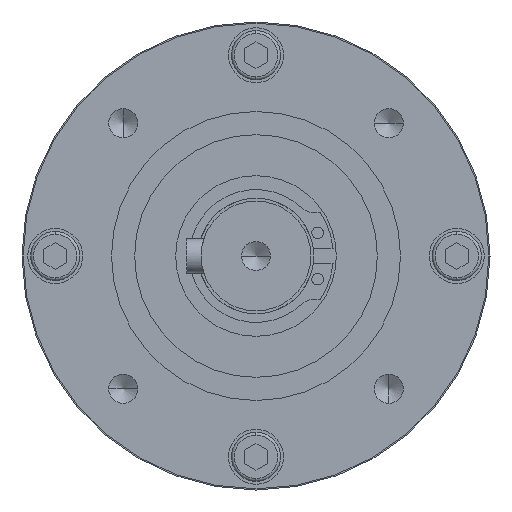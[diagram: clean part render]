
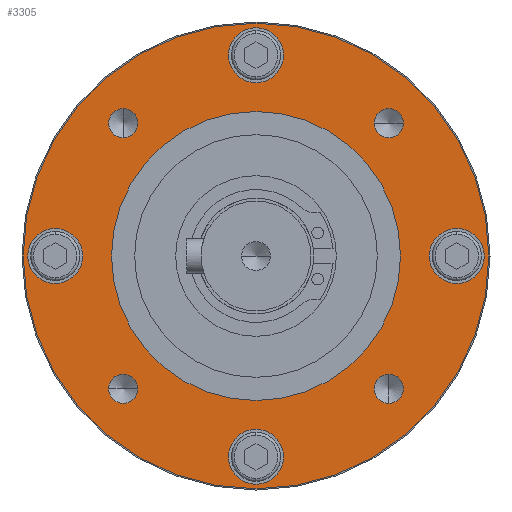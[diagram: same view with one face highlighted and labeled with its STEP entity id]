
A CAD part, left-side view. The second image highlights one B-rep face of the part: STEP entity #3305.
In plain terms, the highlighted planar face has unit normal (-1, 0, 0).
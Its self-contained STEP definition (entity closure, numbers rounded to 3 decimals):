
#68=CARTESIAN_POINT('',(-84.,0.,0.));
#69=DIRECTION('',(1.,0.,0.));
#70=DIRECTION('',(0.,1.,0.));
#71=AXIS2_PLACEMENT_3D('',#68,#69,#70);
#91=CARTESIAN_POINT('',(-84.,0.,0.));
#92=DIRECTION('',(-1.,0.,0.));
#93=DIRECTION('',(0.,1.,0.));
#94=AXIS2_PLACEMENT_3D('',#91,#92,#93);
#804=CARTESIAN_POINT('',(-84.,0.,0.));
#805=DIRECTION('',(1.,0.,0.));
#806=DIRECTION('',(0.,1.,0.));
#807=AXIS2_PLACEMENT_3D('',#804,#805,#806);
#812=CARTESIAN_POINT('',(-84.,0.,0.));
#813=DIRECTION('',(-1.,0.,0.));
#814=DIRECTION('',(0.,1.,0.));
#815=AXIS2_PLACEMENT_3D('',#812,#813,#814);
#820=CARTESIAN_POINT('',(-84.,22.981,-22.981));
#821=DIRECTION('',(-1.,0.,0.));
#822=DIRECTION('',(0.,1.,0.));
#823=AXIS2_PLACEMENT_3D('',#820,#821,#822);
#828=CARTESIAN_POINT('',(-84.,22.981,-22.981));
#829=DIRECTION('',(-1.,0.,0.));
#830=DIRECTION('',(0.,-1.,0.));
#831=AXIS2_PLACEMENT_3D('',#828,#829,#830);
#836=CARTESIAN_POINT('',(-84.,22.981,22.981));
#837=DIRECTION('',(-1.,0.,0.));
#838=DIRECTION('',(0.,0.,1.));
#839=AXIS2_PLACEMENT_3D('',#836,#837,#838);
#844=CARTESIAN_POINT('',(-84.,22.981,22.981));
#845=DIRECTION('',(-1.,0.,0.));
#846=DIRECTION('',(0.,0.,-1.));
#847=AXIS2_PLACEMENT_3D('',#844,#845,#846);
#852=CARTESIAN_POINT('',(-84.,-22.981,22.981));
#853=DIRECTION('',(-1.,0.,0.));
#854=DIRECTION('',(0.,-1.,0.));
#855=AXIS2_PLACEMENT_3D('',#852,#853,#854);
#860=CARTESIAN_POINT('',(-84.,-22.981,22.981));
#861=DIRECTION('',(-1.,0.,0.));
#862=DIRECTION('',(0.,1.,0.));
#863=AXIS2_PLACEMENT_3D('',#860,#861,#862);
#868=CARTESIAN_POINT('',(-84.,-22.981,-22.981));
#869=DIRECTION('',(-1.,0.,0.));
#870=DIRECTION('',(0.,0.,-1.));
#871=AXIS2_PLACEMENT_3D('',#868,#869,#870);
#876=CARTESIAN_POINT('',(-84.,-22.981,-22.981));
#877=DIRECTION('',(-1.,0.,0.));
#878=DIRECTION('',(0.,0.,1.));
#879=AXIS2_PLACEMENT_3D('',#876,#877,#878);
#884=CARTESIAN_POINT('',(-84.,34.75,0.));
#885=DIRECTION('',(-1.,0.,0.));
#886=DIRECTION('',(0.,1.,0.));
#887=AXIS2_PLACEMENT_3D('',#884,#885,#886);
#892=CARTESIAN_POINT('',(-84.,34.75,0.));
#893=DIRECTION('',(-1.,0.,0.));
#894=DIRECTION('',(0.,-1.,0.));
#895=AXIS2_PLACEMENT_3D('',#892,#893,#894);
#900=CARTESIAN_POINT('',(-84.,0.,34.75));
#901=DIRECTION('',(-1.,0.,0.));
#902=DIRECTION('',(0.,0.,1.));
#903=AXIS2_PLACEMENT_3D('',#900,#901,#902);
#908=CARTESIAN_POINT('',(-84.,0.,34.75));
#909=DIRECTION('',(-1.,0.,0.));
#910=DIRECTION('',(0.,0.,-1.));
#911=AXIS2_PLACEMENT_3D('',#908,#909,#910);
#916=CARTESIAN_POINT('',(-84.,-34.75,0.));
#917=DIRECTION('',(-1.,0.,0.));
#918=DIRECTION('',(0.,-1.,0.));
#919=AXIS2_PLACEMENT_3D('',#916,#917,#918);
#924=CARTESIAN_POINT('',(-84.,-34.75,0.));
#925=DIRECTION('',(-1.,0.,0.));
#926=DIRECTION('',(0.,1.,0.));
#927=AXIS2_PLACEMENT_3D('',#924,#925,#926);
#932=CARTESIAN_POINT('',(-84.,0.,-34.75));
#933=DIRECTION('',(-1.,0.,0.));
#934=DIRECTION('',(0.,0.,-1.));
#935=AXIS2_PLACEMENT_3D('',#932,#933,#934);
#940=CARTESIAN_POINT('',(-84.,0.,-34.75));
#941=DIRECTION('',(-1.,0.,0.));
#942=DIRECTION('',(0.,0.,1.));
#943=AXIS2_PLACEMENT_3D('',#940,#941,#942);
#2264=CARTESIAN_POINT('',(-84.,25.,0.));
#2265=CARTESIAN_POINT('',(-84.,-25.,0.));
#2266=VERTEX_POINT('',#2264);
#2267=VERTEX_POINT('',#2265);
#2278=CARTESIAN_POINT('',(-84.,25.481,-22.981));
#2279=VERTEX_POINT('',#2278);
#2280=CARTESIAN_POINT('',(-84.,20.481,-22.981));
#2281=VERTEX_POINT('',#2280);
#2288=CARTESIAN_POINT('',(-84.,22.981,25.481));
#2289=CARTESIAN_POINT('',(-84.,22.981,20.481));
#2290=VERTEX_POINT('',#2288);
#2291=VERTEX_POINT('',#2289);
#2298=CARTESIAN_POINT('',(-84.,-25.481,22.981));
#2299=CARTESIAN_POINT('',(-84.,-20.481,22.981));
#2300=VERTEX_POINT('',#2298);
#2301=VERTEX_POINT('',#2299);
#2308=CARTESIAN_POINT('',(-84.,-22.981,-25.481));
#2309=CARTESIAN_POINT('',(-84.,-22.981,-20.481));
#2310=VERTEX_POINT('',#2308);
#2311=VERTEX_POINT('',#2309);
#2316=CARTESIAN_POINT('',(-84.,39.5,0.));
#2317=CARTESIAN_POINT('',(-84.,30.,0.));
#2318=VERTEX_POINT('',#2316);
#2319=VERTEX_POINT('',#2317);
#2324=CARTESIAN_POINT('',(-84.,0.,39.5));
#2325=CARTESIAN_POINT('',(-84.,0.,30.));
#2326=VERTEX_POINT('',#2324);
#2327=VERTEX_POINT('',#2325);
#2332=CARTESIAN_POINT('',(-84.,-39.5,0.));
#2333=CARTESIAN_POINT('',(-84.,-30.,0.));
#2334=VERTEX_POINT('',#2332);
#2335=VERTEX_POINT('',#2333);
#2340=CARTESIAN_POINT('',(-84.,0.,-39.5));
#2341=CARTESIAN_POINT('',(-84.,0.,-30.));
#2342=VERTEX_POINT('',#2340);
#2343=VERTEX_POINT('',#2341);
#2345=CARTESIAN_POINT('',(-84.,40.3,0.));
#2347=VERTEX_POINT('',#2345);
#2349=CARTESIAN_POINT('',(-84.,-40.3,0.));
#2351=VERTEX_POINT('',#2349);
#3242=CARTESIAN_POINT('',(-84.,0.,0.));
#3243=DIRECTION('',(1.,0.,0.));
#3244=DIRECTION('',(0.,-1.,0.));
#3245=AXIS2_PLACEMENT_3D('',#3242,#3243,#3244);
#3246=PLANE('',#3245);
#3248=ORIENTED_EDGE('',*,*,#3247,.T.);
#3250=ORIENTED_EDGE('',*,*,#3249,.F.);
#3251=EDGE_LOOP('',(#3248,#3250));
#3252=FACE_OUTER_BOUND('',#3251,.F.);
#3253=ORIENTED_EDGE('',*,*,#2650,.T.);
#3254=ORIENTED_EDGE('',*,*,#2632,.F.);
#3255=EDGE_LOOP('',(#3253,#3254));
#3256=FACE_BOUND('',#3255,.F.);
#3258=ORIENTED_EDGE('',*,*,#3257,.T.);
#3260=ORIENTED_EDGE('',*,*,#3259,.T.);
#3261=EDGE_LOOP('',(#3258,#3260));
#3262=FACE_BOUND('',#3261,.F.);
#3264=ORIENTED_EDGE('',*,*,#3263,.T.);
#3266=ORIENTED_EDGE('',*,*,#3265,.T.);
#3267=EDGE_LOOP('',(#3264,#3266));
#3268=FACE_BOUND('',#3267,.F.);
#3270=ORIENTED_EDGE('',*,*,#3269,.T.);
#3272=ORIENTED_EDGE('',*,*,#3271,.T.);
#3273=EDGE_LOOP('',(#3270,#3272));
#3274=FACE_BOUND('',#3273,.F.);
#3276=ORIENTED_EDGE('',*,*,#3275,.T.);
#3278=ORIENTED_EDGE('',*,*,#3277,.T.);
#3279=EDGE_LOOP('',(#3276,#3278));
#3280=FACE_BOUND('',#3279,.F.);
#3282=ORIENTED_EDGE('',*,*,#3281,.T.);
#3284=ORIENTED_EDGE('',*,*,#3283,.T.);
#3285=EDGE_LOOP('',(#3282,#3284));
#3286=FACE_BOUND('',#3285,.F.);
#3288=ORIENTED_EDGE('',*,*,#3287,.T.);
#3290=ORIENTED_EDGE('',*,*,#3289,.T.);
#3291=EDGE_LOOP('',(#3288,#3290));
#3292=FACE_BOUND('',#3291,.F.);
#3294=ORIENTED_EDGE('',*,*,#3293,.T.);
#3296=ORIENTED_EDGE('',*,*,#3295,.T.);
#3297=EDGE_LOOP('',(#3294,#3296));
#3298=FACE_BOUND('',#3297,.F.);
#3300=ORIENTED_EDGE('',*,*,#3299,.T.);
#3302=ORIENTED_EDGE('',*,*,#3301,.T.);
#3303=EDGE_LOOP('',(#3300,#3302));
#3304=FACE_BOUND('',#3303,.F.);
#3305=ADVANCED_FACE('',(#3252,#3256,#3262,#3268,#3274,#3280,#3286,#3292,#3298,
#3304),#3246,.F.);
#72=CIRCLE('',#71,25.);
#95=CIRCLE('',#94,25.);
#808=CIRCLE('',#807,40.3);
#816=CIRCLE('',#815,40.3);
#824=CIRCLE('',#823,2.5);
#832=CIRCLE('',#831,2.5);
#840=CIRCLE('',#839,2.5);
#848=CIRCLE('',#847,2.5);
#856=CIRCLE('',#855,2.5);
#864=CIRCLE('',#863,2.5);
#872=CIRCLE('',#871,2.5);
#880=CIRCLE('',#879,2.5);
#888=CIRCLE('',#887,4.75);
#896=CIRCLE('',#895,4.75);
#904=CIRCLE('',#903,4.75);
#912=CIRCLE('',#911,4.75);
#920=CIRCLE('',#919,4.75);
#928=CIRCLE('',#927,4.75);
#936=CIRCLE('',#935,4.75);
#944=CIRCLE('',#943,4.75);
#2632=EDGE_CURVE('',#2266,#2267,#72,.T.);
#2650=EDGE_CURVE('',#2266,#2267,#95,.T.);
#3247=EDGE_CURVE('',#2347,#2351,#808,.T.);
#3249=EDGE_CURVE('',#2347,#2351,#816,.T.);
#3257=EDGE_CURVE('',#2279,#2281,#824,.T.);
#3259=EDGE_CURVE('',#2281,#2279,#832,.T.);
#3263=EDGE_CURVE('',#2290,#2291,#840,.T.);
#3265=EDGE_CURVE('',#2291,#2290,#848,.T.);
#3269=EDGE_CURVE('',#2300,#2301,#856,.T.);
#3271=EDGE_CURVE('',#2301,#2300,#864,.T.);
#3275=EDGE_CURVE('',#2310,#2311,#872,.T.);
#3277=EDGE_CURVE('',#2311,#2310,#880,.T.);
#3281=EDGE_CURVE('',#2318,#2319,#888,.T.);
#3283=EDGE_CURVE('',#2319,#2318,#896,.T.);
#3287=EDGE_CURVE('',#2326,#2327,#904,.T.);
#3289=EDGE_CURVE('',#2327,#2326,#912,.T.);
#3293=EDGE_CURVE('',#2334,#2335,#920,.T.);
#3295=EDGE_CURVE('',#2335,#2334,#928,.T.);
#3299=EDGE_CURVE('',#2342,#2343,#936,.T.);
#3301=EDGE_CURVE('',#2343,#2342,#944,.T.);
